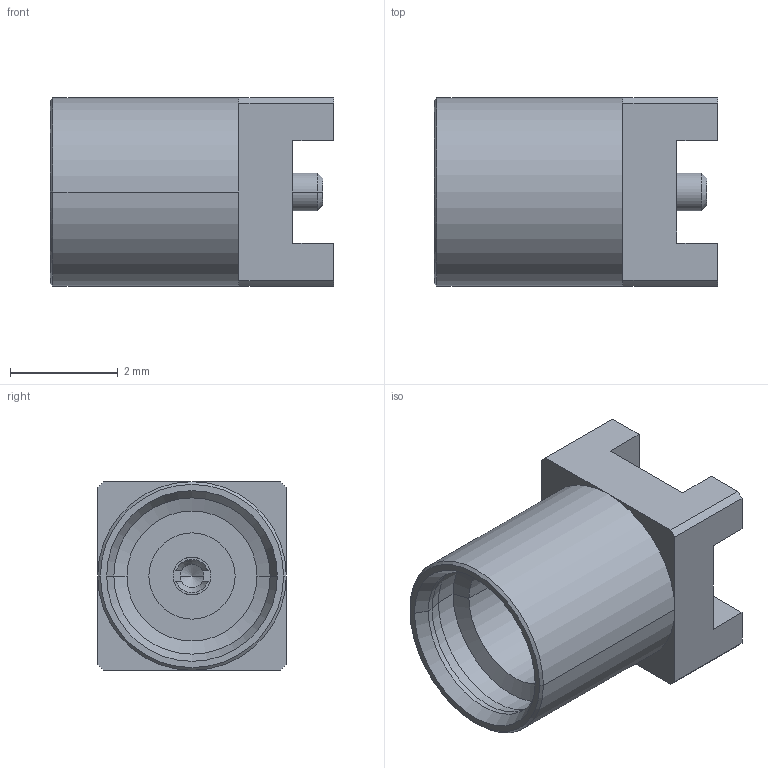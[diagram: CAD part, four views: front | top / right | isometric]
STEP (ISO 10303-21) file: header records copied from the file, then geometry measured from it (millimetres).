
FILE_DESCRIPTION((''),'2;1');
FILE_NAME('908-22116_SW0001','2019-12-05T',('Kaviyarasan'),(''),'CREO PARAMETRIC BY PTC INC, 2018360','CREO PARAMETRIC BY PTC INC, 2018360','');
FILE_SCHEMA(('CONFIG_CONTROL_DESIGN'));
Length unit declared in the file: millimetre
Products named in the file (1): 908-22116_SW0001
Bounding box: 5.26 x 3.5 x 3.5 mm (x, y, z)
Volume: 32.7 mm3; surface area: 115.3 mm2
Topology: 1 solids, 1 shells, 70 faces, 170 edges, 105 vertices
Faces by surface type: plane 34, cylinder 20, cone 16
Entity records: 2076 total; most frequent: DIRECTION 366, CARTESIAN_POINT 363, ORIENTED_EDGE 336, EDGE_CURVE 168, AXIS2_PLACEMENT_3D 132, VERTEX_POINT 105, VECTOR 102, LINE 102
